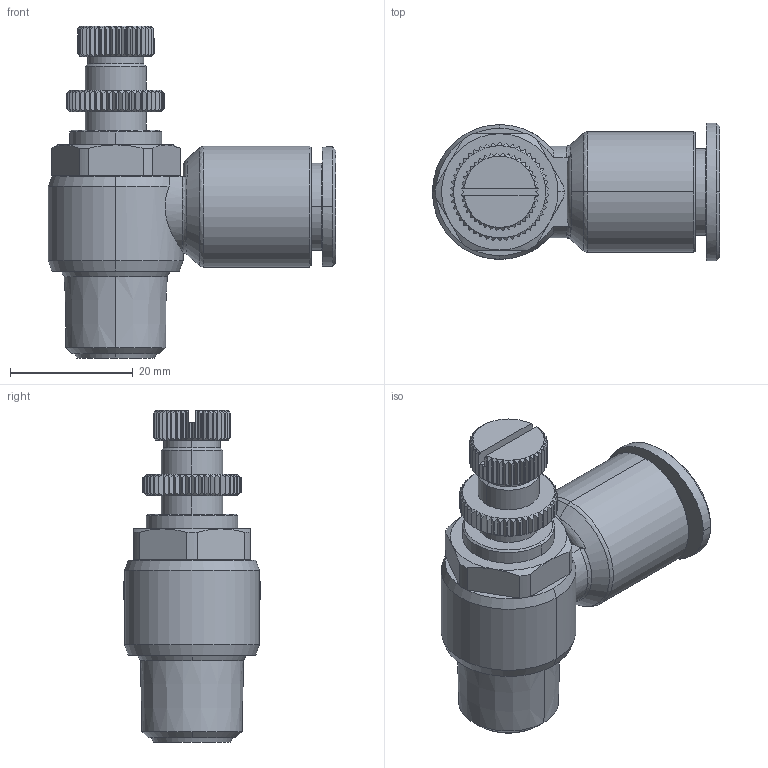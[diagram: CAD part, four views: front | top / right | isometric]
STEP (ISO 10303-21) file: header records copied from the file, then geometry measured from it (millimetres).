
FILE_DESCRIPTION (( 'STEP AP214' ), '1' );
FILE_NAME ('NSE12-03IN.STEP', '2015-10-27T15:32:30', ( '' ), ( '' ), 'SwSTEP 2.0', 'SolidWorks 2015', '' );
FILE_SCHEMA (( 'AUTOMOTIVE_DESIGN' ));
Length unit declared in the file: millimetre
Products named in the file (2): ｦ+ﾃｦ1; NSE12-03IN
Assembly tree (1 placements, depth 2):
  NSE12-03IN
    ｦ+ﾃｦ1
Bounding box: 46.9 x 22.5 x 54.2 mm (x, y, z)
Volume: 17344.2 mm3; surface area: 7277.4 mm2
Topology: 1 solids, 1 shells, 841 faces, 2236 edges, 1420 vertices
Faces by surface type: plane 531, cylinder 167, cone 129, bspline 11, torus 3
Entity records: 28787 total; most frequent: CARTESIAN_POINT 8035, ORIENTED_EDGE 4472, DIRECTION 3795, EDGE_CURVE 2236, VERTEX_POINT 1420, LINE 1367, VECTOR 1367, AXIS2_PLACEMENT_3D 1214
